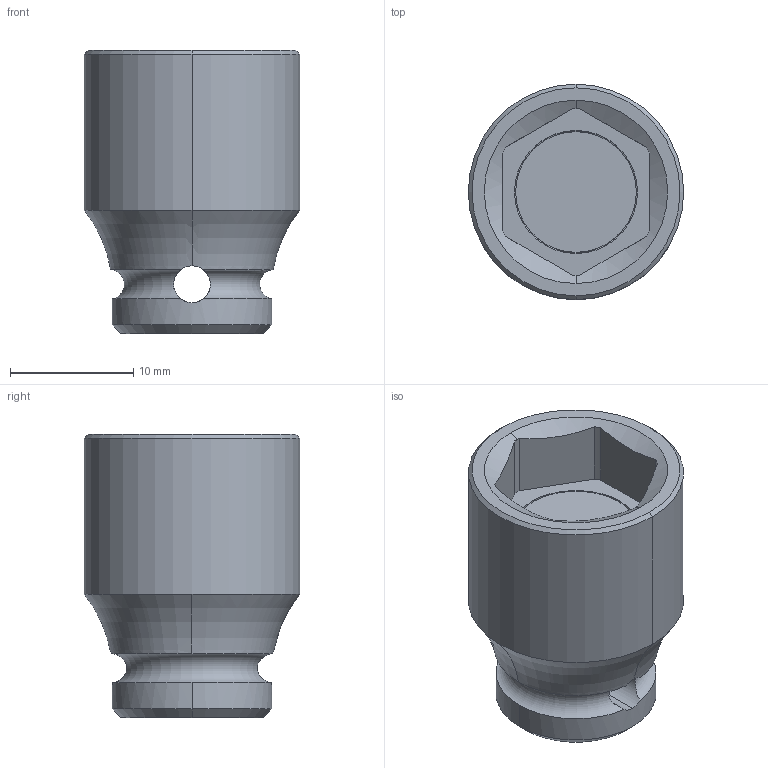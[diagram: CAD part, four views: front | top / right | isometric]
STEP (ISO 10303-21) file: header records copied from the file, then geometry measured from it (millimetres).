
FILE_DESCRIPTION((''),'2;1');
FILE_NAME('4027110512','2023-08-24T13:51:17',('A00565553'),(''),'CREO PARAMETRIC BY PTC INC, 2022414','CREO PARAMETRIC BY PTC INC, 2022414','');
FILE_SCHEMA(('CONFIG_CONTROL_DESIGN','GEOMETRIC_VALIDATION_PROPERTIES_MIM'));
Length unit declared in the file: millimetre
Products named in the file (1): 4027110512
Bounding box: 17.5 x 17.5 x 23 mm (x, y, z)
Volume: 3439.1 mm3; surface area: 2608.9 mm2
Topology: 2 solids, 2 shells, 59 faces, 155 edges, 98 vertices
Faces by surface type: cylinder 23, plane 20, cone 12, torus 4
Entity records: 2181 total; most frequent: CARTESIAN_POINT 626, ORIENTED_EDGE 310, DIRECTION 294, EDGE_CURVE 155, AXIS2_PLACEMENT_3D 119, VERTEX_POINT 98, EDGE_LOOP 63, CIRCLE 60
